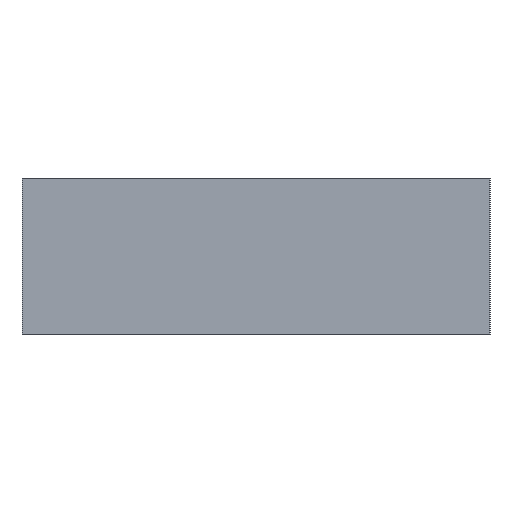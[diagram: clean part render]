
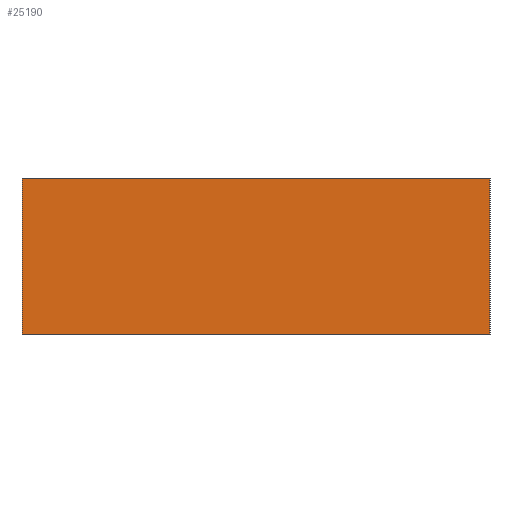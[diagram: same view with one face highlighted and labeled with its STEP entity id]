
A CAD part, left-side view. The second image highlights one B-rep face of the part: STEP entity #25190.
In plain terms, the highlighted planar face has unit normal (-1, 0, 0).
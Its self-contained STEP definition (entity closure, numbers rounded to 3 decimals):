
#25138=CARTESIAN_POINT('Vertex',(-10000.,-4000.,-200.)) ;
#25141=CARTESIAN_POINT('Line Origine',(-10000.,-1000.,-200.)) ;
#25145=CARTESIAN_POINT('Vertex',(-10000.,2000.,-200.)) ;
#25160=CARTESIAN_POINT('Axis2P3D Location',(-10000.,0.,-200.)) ;
#25165=CARTESIAN_POINT('Line Origine',(-10000.,-4000.,800.)) ;
#25169=CARTESIAN_POINT('Vertex',(-10000.,-4000.,1800.)) ;
#25172=CARTESIAN_POINT('Line Origine',(-10000.,-1000.,1800.)) ;
#25176=CARTESIAN_POINT('Vertex',(-10000.,2000.,1800.)) ;
#25179=CARTESIAN_POINT('Line Origine',(-10000.,2000.,800.)) ;
#25142=DIRECTION('Vector Direction',(0.,-1.,0.)) ;
#25161=DIRECTION('Axis2P3D Direction',(1.,0.,0.)) ;
#25162=DIRECTION('Axis2P3D XDirection',(0.,0.,1.)) ;
#25166=DIRECTION('Vector Direction',(0.,0.,1.)) ;
#25173=DIRECTION('Vector Direction',(0.,-1.,0.)) ;
#25180=DIRECTION('Vector Direction',(0.,0.,1.)) ;
#25163=AXIS2_PLACEMENT_3D('Plane Axis2P3D',#25160,#25161,#25162) ;
#25185=ORIENTED_EDGE('',*,*,#25171,.T.) ;
#25186=ORIENTED_EDGE('',*,*,#25178,.F.) ;
#25187=ORIENTED_EDGE('',*,*,#25183,.F.) ;
#25188=ORIENTED_EDGE('',*,*,#25147,.T.) ;
#25143=VECTOR('Line Direction',#25142,1.) ;
#25167=VECTOR('Line Direction',#25166,1.) ;
#25174=VECTOR('Line Direction',#25173,1.) ;
#25181=VECTOR('Line Direction',#25180,1.) ;
#25190=ADVANCED_FACE('',(#25189),#25164,.F.) ;
#25147=EDGE_CURVE('',#25146,#25139,#25144,.T.) ;
#25171=EDGE_CURVE('',#25139,#25170,#25168,.T.) ;
#25178=EDGE_CURVE('',#25177,#25170,#25175,.T.) ;
#25183=EDGE_CURVE('',#25146,#25177,#25182,.T.) ;
#25184=EDGE_LOOP('',(#25185,#25186,#25187,#25188)) ;
#25189=FACE_OUTER_BOUND('',#25184,.T.) ;
#25144=LINE('Line',#25141,#25143) ;
#25168=LINE('Line',#25165,#25167) ;
#25175=LINE('Line',#25172,#25174) ;
#25182=LINE('Line',#25179,#25181) ;
#25164=PLANE('Plane',#25163) ;
#25139=VERTEX_POINT('',#25138) ;
#25146=VERTEX_POINT('',#25145) ;
#25170=VERTEX_POINT('',#25169) ;
#25177=VERTEX_POINT('',#25176) ;
